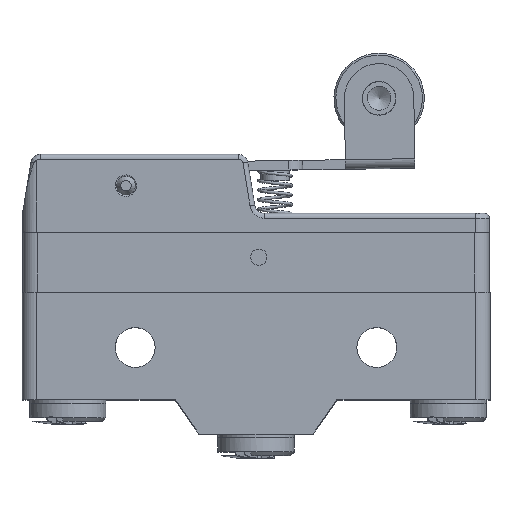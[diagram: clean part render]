
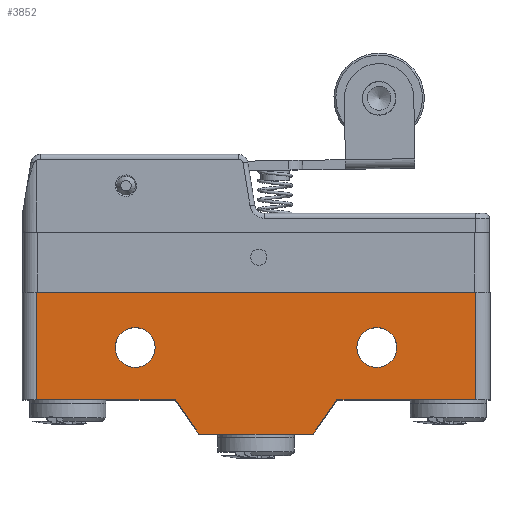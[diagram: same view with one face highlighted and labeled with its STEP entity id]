
A CAD part, top view. The second image highlights one B-rep face of the part: STEP entity #3852.
In plain terms, the highlighted planar face has unit normal (0, 0, 1).
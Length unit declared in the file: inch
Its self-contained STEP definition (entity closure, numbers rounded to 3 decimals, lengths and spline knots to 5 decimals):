
#290 = EDGE_CURVE ( 'NONE', #8302, #22194, #9267, .T. ) ;
#493 = EDGE_CURVE ( 'NONE', #25495, #2552, #10979, .T. ) ;
#573 = ORIENTED_EDGE ( 'NONE', *, *, #11910, .F. ) ;
#971 = VECTOR ( 'NONE', #15671, 39.37008 ) ;
#1094 = DIRECTION ( 'NONE',  ( -1., 0., 0. ) ) ;
#1563 = FACE_BOUND ( 'NONE', #26806, .T. ) ;
#1640 = LINE ( 'NONE', #23345, #5777 ) ;
#2007 = EDGE_CURVE ( 'NONE', #2552, #18935, #1640, .T. ) ;
#2202 = CARTESIAN_POINT ( 'NONE',  ( 0.33511, 0.14173, 0.3435 ) ) ;
#2552 = VERTEX_POINT ( 'NONE', #2577 ) ;
#2577 = CARTESIAN_POINT ( 'NONE',  ( 0.90945, 0.14173, 0.3435 ) ) ;
#2764 = DIRECTION ( 'NONE',  ( 0., 0., -1. ) ) ;
#2866 = VECTOR ( 'NONE', #24265, 39.37008 ) ;
#3493 = EDGE_LOOP ( 'NONE', ( #28535, #573, #20453, #18913, #4348, #10935, #12367, #9040 ) ) ;
#3852 = ADVANCED_FACE ( 'NONE', ( #10880, #26494, #1563 ), #22762, .F. ) ;
#4083 = LINE ( 'NONE', #16041, #971 ) ;
#4348 = ORIENTED_EDGE ( 'NONE', *, *, #493, .F. ) ;
#4965 = CARTESIAN_POINT ( 'NONE',  ( 0.9685, 0.14173, 0.3435 ) ) ;
#5261 = EDGE_LOOP ( 'NONE', ( #28265 ) ) ;
#5594 = DIRECTION ( 'NONE',  ( 1., 0., 0. ) ) ;
#5777 = VECTOR ( 'NONE', #1094, 39.37008 ) ;
#6343 = VECTOR ( 'NONE', #16485, 39.37008 ) ;
#7856 = CIRCLE ( 'NONE', #24735, 0.08268 ) ;
#7907 = AXIS2_PLACEMENT_3D ( 'NONE', #7920, #14603, #5594 ) ;
#7920 = CARTESIAN_POINT ( 'NONE',  ( -0.5, 0.35827, 0.3435 ) ) ;
#8179 = EDGE_CURVE ( 'NONE', #28179, #11409, #18912, .T. ) ;
#8302 = VERTEX_POINT ( 'NONE', #26725 ) ;
#8421 = CARTESIAN_POINT ( 'NONE',  ( 0.90945, 0.14173, 0.3435 ) ) ;
#9040 = ORIENTED_EDGE ( 'NONE', *, *, #20394, .F. ) ;
#9267 = LINE ( 'NONE', #25870, #23845 ) ;
#9438 = LINE ( 'NONE', #2202, #2866 ) ;
#9541 = EDGE_CURVE ( 'NONE', #25495, #11409, #15820, .T. ) ;
#9897 = CARTESIAN_POINT ( 'NONE',  ( 0.9685, 0., 0.3435 ) ) ;
#10880 = FACE_BOUND ( 'NONE', #5261, .T. ) ;
#10935 = ORIENTED_EDGE ( 'NONE', *, *, #9541, .T. ) ;
#10979 = LINE ( 'NONE', #8421, #23810 ) ;
#11258 = ORIENTED_EDGE ( 'NONE', *, *, #26202, .F. ) ;
#11394 = AXIS2_PLACEMENT_3D ( 'NONE', #4965, #2764, #22472 ) ;
#11409 = VERTEX_POINT ( 'NONE', #14675 ) ;
#11634 = EDGE_CURVE ( 'NONE', #18935, #24441, #9438, .T. ) ;
#11910 = EDGE_CURVE ( 'NONE', #24441, #8302, #18104, .T. ) ;
#12367 = ORIENTED_EDGE ( 'NONE', *, *, #8179, .F. ) ;
#12409 = DIRECTION ( 'NONE',  ( 0., 0., 1. ) ) ;
#13250 = CARTESIAN_POINT ( 'NONE',  ( -1.04331, 0.58661, 0.3435 ) ) ;
#13755 = EDGE_CURVE ( 'NONE', #17819, #17819, #18903, .T. ) ;
#13963 = VERTEX_POINT ( 'NONE', #25938 ) ;
#14603 = DIRECTION ( 'NONE',  ( 0., 0., 1. ) ) ;
#14675 = CARTESIAN_POINT ( 'NONE',  ( -0.90945, 0.58661, 0.3435 ) ) ;
#15432 = CARTESIAN_POINT ( 'NONE',  ( -0.33418, 0.14173, 0.3435 ) ) ;
#15671 = DIRECTION ( 'NONE',  ( -1., 0., 0. ) ) ;
#15820 = LINE ( 'NONE', #13250, #24493 ) ;
#16041 = CARTESIAN_POINT ( 'NONE',  ( 0.9685, 0.14173, 0.3435 ) ) ;
#16485 = DIRECTION ( 'NONE',  ( -1., 0., 0. ) ) ;
#17613 = DIRECTION ( 'NONE',  ( -0.569, 0.823, 0. ) ) ;
#17716 = CARTESIAN_POINT ( 'NONE',  ( 0.23622, 0., 0.3435 ) ) ;
#17819 = VERTEX_POINT ( 'NONE', #27981 ) ;
#18104 = LINE ( 'NONE', #9897, #6343 ) ;
#18903 = CIRCLE ( 'NONE', #7907, 0.08268 ) ;
#18912 = LINE ( 'NONE', #19688, #25498 ) ;
#18913 = ORIENTED_EDGE ( 'NONE', *, *, #2007, .F. ) ;
#18935 = VERTEX_POINT ( 'NONE', #20726 ) ;
#19688 = CARTESIAN_POINT ( 'NONE',  ( -0.90945, 0.14173, 0.3435 ) ) ;
#20394 = EDGE_CURVE ( 'NONE', #22194, #28179, #4083, .T. ) ;
#20453 = ORIENTED_EDGE ( 'NONE', *, *, #11634, .F. ) ;
#20726 = CARTESIAN_POINT ( 'NONE',  ( 0.33511, 0.14173, 0.3435 ) ) ;
#22194 = VERTEX_POINT ( 'NONE', #15432 ) ;
#22472 = DIRECTION ( 'NONE',  ( -1., 0., 0. ) ) ;
#22762 = PLANE ( 'NONE',  #11394 ) ;
#23345 = CARTESIAN_POINT ( 'NONE',  ( 0.9685, 0.14173, 0.3435 ) ) ;
#23810 = VECTOR ( 'NONE', #26060, 39.37008 ) ;
#23845 = VECTOR ( 'NONE', #17613, 39.37008 ) ;
#24265 = DIRECTION ( 'NONE',  ( -0.572, -0.82, 0. ) ) ;
#24412 = CARTESIAN_POINT ( 'NONE',  ( -0.90945, 0.14173, 0.3435 ) ) ;
#24441 = VERTEX_POINT ( 'NONE', #17716 ) ;
#24493 = VECTOR ( 'NONE', #25316, 39.37008 ) ;
#24735 = AXIS2_PLACEMENT_3D ( 'NONE', #27925, #12409, #25499 ) ;
#24883 = DIRECTION ( 'NONE',  ( 0., 1., 0. ) ) ;
#25118 = CARTESIAN_POINT ( 'NONE',  ( 0.90945, 0.58661, 0.3435 ) ) ;
#25316 = DIRECTION ( 'NONE',  ( -1., 0., 0. ) ) ;
#25495 = VERTEX_POINT ( 'NONE', #25118 ) ;
#25498 = VECTOR ( 'NONE', #24883, 39.37008 ) ;
#25499 = DIRECTION ( 'NONE',  ( 1., 0., 0. ) ) ;
#25870 = CARTESIAN_POINT ( 'NONE',  ( -0.23622, 0., 0.3435 ) ) ;
#25938 = CARTESIAN_POINT ( 'NONE',  ( 0.58268, 0.35827, 0.3435 ) ) ;
#26060 = DIRECTION ( 'NONE',  ( 0., -1., 0. ) ) ;
#26202 = EDGE_CURVE ( 'NONE', #13963, #13963, #7856, .T. ) ;
#26494 = FACE_OUTER_BOUND ( 'NONE', #3493, .T. ) ;
#26725 = CARTESIAN_POINT ( 'NONE',  ( -0.23622, 0., 0.3435 ) ) ;
#26806 = EDGE_LOOP ( 'NONE', ( #11258 ) ) ;
#27925 = CARTESIAN_POINT ( 'NONE',  ( 0.5, 0.35827, 0.3435 ) ) ;
#27981 = CARTESIAN_POINT ( 'NONE',  ( -0.41732, 0.35827, 0.3435 ) ) ;
#28179 = VERTEX_POINT ( 'NONE', #24412 ) ;
#28265 = ORIENTED_EDGE ( 'NONE', *, *, #13755, .F. ) ;
#28535 = ORIENTED_EDGE ( 'NONE', *, *, #290, .F. ) ;
